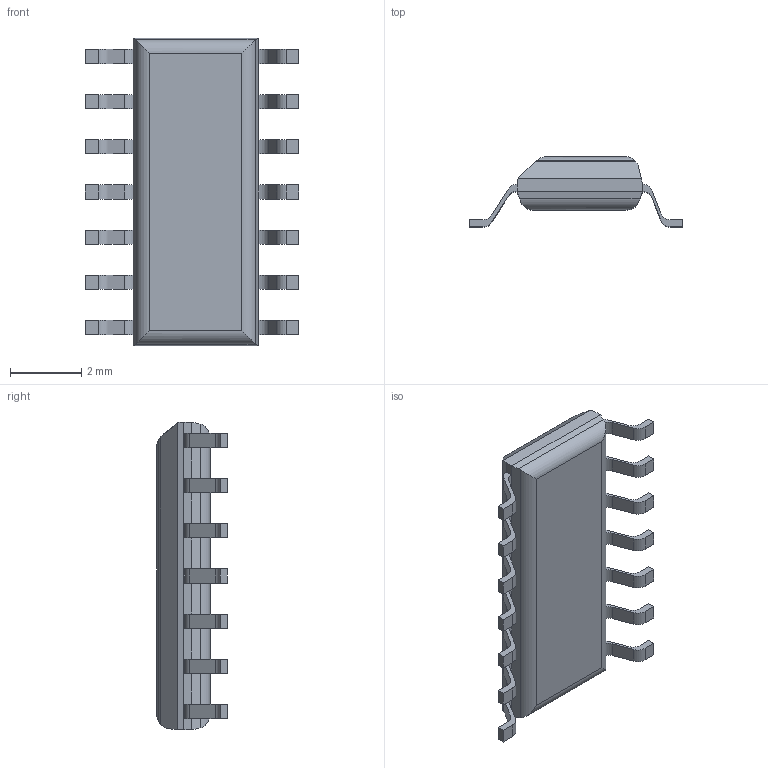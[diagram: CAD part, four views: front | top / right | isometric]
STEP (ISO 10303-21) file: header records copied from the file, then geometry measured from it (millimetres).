
FILE_DESCRIPTION (( 'STEP AP203' ), '1' );
FILE_NAME ('lms324adt2.STEP', '2020-04-01T22:12:58', ( '' ), ( '' ), 'SwSTEP 2.0', 'SolidWorks 2019', '' );
FILE_SCHEMA (( 'CONFIG_CONTROL_DESIGN' ));
Length unit declared in the file: millimetre
Products named in the file (1): lms324adt2
Bounding box: 6 x 1.98 x 8.65 mm (x, y, z)
Volume: 42.5 mm3; surface area: 111.1 mm2
Topology: 1 solids, 1 shells, 181 faces, 502 edges, 324 vertices
Faces by surface type: plane 115, cylinder 66
Entity records: 5813 total; most frequent: CARTESIAN_POINT 1059, ORIENTED_EDGE 1004, DIRECTION 965, EDGE_CURVE 502, VECTOR 369, LINE 369, VERTEX_POINT 324, AXIS2_PLACEMENT_3D 298
